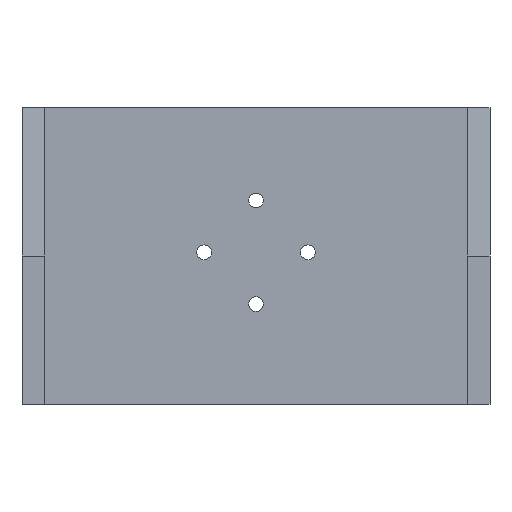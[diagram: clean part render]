
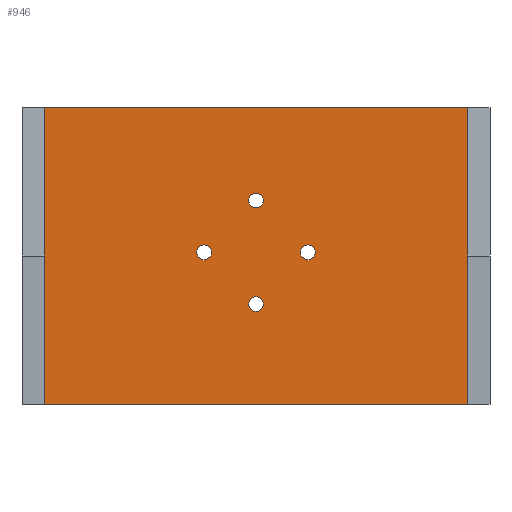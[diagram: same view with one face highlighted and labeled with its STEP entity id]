
A CAD part, front view. The second image highlights one B-rep face of the part: STEP entity #946.
In plain terms, the highlighted planar face has unit normal (0, -1, 0).
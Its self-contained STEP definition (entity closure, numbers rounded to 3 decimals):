
#96 = VERTEX_POINT('',#97);
#97 = CARTESIAN_POINT('',(-28.6,-3.,30.));
#137 = PLANE('',#138);
#138 = AXIS2_PLACEMENT_3D('',#139,#140,#141);
#139 = CARTESIAN_POINT('',(-31.6,0.,30.));
#140 = DIRECTION('',(0.,0.,1.));
#141 = DIRECTION('',(1.,0.,0.));
#170 = PLANE('',#171);
#171 = AXIS2_PLACEMENT_3D('',#172,#173,#174);
#172 = CARTESIAN_POINT('',(500.,-64.63,-10.));
#173 = DIRECTION('',(0.,0.,-1.));
#174 = DIRECTION('',(0.,1.,0.));
#257 = EDGE_CURVE('',#96,#258,#260,.T.);
#258 = VERTEX_POINT('',#259);
#259 = CARTESIAN_POINT('',(28.6,-3.,30.));
#260 = SURFACE_CURVE('',#261,(#265,#272),.PCURVE_S1.);
#261 = LINE('',#262,#263);
#262 = CARTESIAN_POINT('',(-31.6,-3.,30.));
#263 = VECTOR('',#264,1.);
#264 = DIRECTION('',(1.,0.,0.));
#265 = PCURVE('',#137,#266);
#266 = DEFINITIONAL_REPRESENTATION('',(#267),#271);
#267 = LINE('',#268,#269);
#268 = CARTESIAN_POINT('',(0.,-3.));
#269 = VECTOR('',#270,1.);
#270 = DIRECTION('',(1.,0.));
#271 = ( GEOMETRIC_REPRESENTATION_CONTEXT(2) 
PARAMETRIC_REPRESENTATION_CONTEXT() REPRESENTATION_CONTEXT('2D SPACE',''
  ) );
#272 = PCURVE('',#273,#278);
#273 = PLANE('',#274);
#274 = AXIS2_PLACEMENT_3D('',#275,#276,#277);
#275 = CARTESIAN_POINT('',(0.,-3.,0.));
#276 = DIRECTION('',(0.,1.,0.));
#277 = DIRECTION('',(0.,0.,1.));
#278 = DEFINITIONAL_REPRESENTATION('',(#279),#283);
#279 = LINE('',#280,#281);
#280 = CARTESIAN_POINT('',(30.,-31.6));
#281 = VECTOR('',#282,1.);
#282 = DIRECTION('',(0.,1.));
#283 = ( GEOMETRIC_REPRESENTATION_CONTEXT(2) 
PARAMETRIC_REPRESENTATION_CONTEXT() REPRESENTATION_CONTEXT('2D SPACE',''
  ) );
#330 = PLANE('',#331);
#331 = AXIS2_PLACEMENT_3D('',#332,#333,#334);
#332 = CARTESIAN_POINT('',(-28.6,0.,30.));
#333 = DIRECTION('',(1.,0.,0.));
#334 = DIRECTION('',(0.,0.,-1.));
#586 = VERTEX_POINT('',#587);
#587 = CARTESIAN_POINT('',(28.6,-3.,-10.));
#601 = PLANE('',#602);
#602 = AXIS2_PLACEMENT_3D('',#603,#604,#605);
#603 = CARTESIAN_POINT('',(28.6,0.,30.));
#604 = DIRECTION('',(-1.,0.,0.));
#605 = DIRECTION('',(0.,0.,1.));
#613 = EDGE_CURVE('',#586,#614,#616,.T.);
#614 = VERTEX_POINT('',#615);
#615 = CARTESIAN_POINT('',(-28.6,-3.,-10.));
#616 = SURFACE_CURVE('',#617,(#621,#628),.PCURVE_S1.);
#617 = LINE('',#618,#619);
#618 = CARTESIAN_POINT('',(250.,-3.,-10.));
#619 = VECTOR('',#620,1.);
#620 = DIRECTION('',(-1.,0.,0.));
#621 = PCURVE('',#170,#622);
#622 = DEFINITIONAL_REPRESENTATION('',(#623),#627);
#623 = LINE('',#624,#625);
#624 = CARTESIAN_POINT('',(61.63,-250.));
#625 = VECTOR('',#626,1.);
#626 = DIRECTION('',(0.,-1.));
#627 = ( GEOMETRIC_REPRESENTATION_CONTEXT(2) 
PARAMETRIC_REPRESENTATION_CONTEXT() REPRESENTATION_CONTEXT('2D SPACE',''
  ) );
#628 = PCURVE('',#273,#629);
#629 = DEFINITIONAL_REPRESENTATION('',(#630),#634);
#630 = LINE('',#631,#632);
#631 = CARTESIAN_POINT('',(-10.,250.));
#632 = VECTOR('',#633,1.);
#633 = DIRECTION('',(0.,-1.));
#634 = ( GEOMETRIC_REPRESENTATION_CONTEXT(2) 
PARAMETRIC_REPRESENTATION_CONTEXT() REPRESENTATION_CONTEXT('2D SPACE',''
  ) );
#754 = CYLINDRICAL_SURFACE('',#755,1.);
#755 = AXIS2_PLACEMENT_3D('',#756,#757,#758);
#756 = CARTESIAN_POINT('',(-7.,0.,10.5));
#757 = DIRECTION('',(0.,1.,0.));
#758 = DIRECTION('',(1.,0.,0.));
#789 = CYLINDRICAL_SURFACE('',#790,1.);
#790 = AXIS2_PLACEMENT_3D('',#791,#792,#793);
#791 = CARTESIAN_POINT('',(0.,0.,3.5));
#792 = DIRECTION('',(0.,1.,0.));
#793 = DIRECTION('',(1.,0.,0.));
#824 = CYLINDRICAL_SURFACE('',#825,1.);
#825 = AXIS2_PLACEMENT_3D('',#826,#827,#828);
#826 = CARTESIAN_POINT('',(0.,0.,17.5));
#827 = DIRECTION('',(0.,1.,0.));
#828 = DIRECTION('',(1.,0.,0.));
#859 = CYLINDRICAL_SURFACE('',#860,1.);
#860 = AXIS2_PLACEMENT_3D('',#861,#862,#863);
#861 = CARTESIAN_POINT('',(7.,0.,10.5));
#862 = DIRECTION('',(0.,1.,0.));
#863 = DIRECTION('',(1.,0.,0.));
#946 = ADVANCED_FACE('',(#947,#993,#1019,#1045,#1071),#273,.F.);
#947 = FACE_BOUND('',#948,.F.);
#948 = EDGE_LOOP('',(#949,#970,#971,#992));
#949 = ORIENTED_EDGE('',*,*,#950,.F.);
#950 = EDGE_CURVE('',#96,#614,#951,.T.);
#951 = SURFACE_CURVE('',#952,(#956,#963),.PCURVE_S1.);
#952 = LINE('',#953,#954);
#953 = CARTESIAN_POINT('',(-28.6,-3.,15.));
#954 = VECTOR('',#955,1.);
#955 = DIRECTION('',(0.,0.,-1.));
#956 = PCURVE('',#273,#957);
#957 = DEFINITIONAL_REPRESENTATION('',(#958),#962);
#958 = LINE('',#959,#960);
#959 = CARTESIAN_POINT('',(15.,-28.6));
#960 = VECTOR('',#961,1.);
#961 = DIRECTION('',(-1.,0.));
#962 = ( GEOMETRIC_REPRESENTATION_CONTEXT(2) 
PARAMETRIC_REPRESENTATION_CONTEXT() REPRESENTATION_CONTEXT('2D SPACE',''
  ) );
#963 = PCURVE('',#330,#964);
#964 = DEFINITIONAL_REPRESENTATION('',(#965),#969);
#965 = LINE('',#966,#967);
#966 = CARTESIAN_POINT('',(15.,-3.));
#967 = VECTOR('',#968,1.);
#968 = DIRECTION('',(1.,0.));
#969 = ( GEOMETRIC_REPRESENTATION_CONTEXT(2) 
PARAMETRIC_REPRESENTATION_CONTEXT() REPRESENTATION_CONTEXT('2D SPACE',''
  ) );
#970 = ORIENTED_EDGE('',*,*,#257,.T.);
#971 = ORIENTED_EDGE('',*,*,#972,.T.);
#972 = EDGE_CURVE('',#258,#586,#973,.T.);
#973 = SURFACE_CURVE('',#974,(#978,#985),.PCURVE_S1.);
#974 = LINE('',#975,#976);
#975 = CARTESIAN_POINT('',(28.6,-3.,15.));
#976 = VECTOR('',#977,1.);
#977 = DIRECTION('',(0.,0.,-1.));
#978 = PCURVE('',#273,#979);
#979 = DEFINITIONAL_REPRESENTATION('',(#980),#984);
#980 = LINE('',#981,#982);
#981 = CARTESIAN_POINT('',(15.,28.6));
#982 = VECTOR('',#983,1.);
#983 = DIRECTION('',(-1.,0.));
#984 = ( GEOMETRIC_REPRESENTATION_CONTEXT(2) 
PARAMETRIC_REPRESENTATION_CONTEXT() REPRESENTATION_CONTEXT('2D SPACE',''
  ) );
#985 = PCURVE('',#601,#986);
#986 = DEFINITIONAL_REPRESENTATION('',(#987),#991);
#987 = LINE('',#988,#989);
#988 = CARTESIAN_POINT('',(-15.,-3.));
#989 = VECTOR('',#990,1.);
#990 = DIRECTION('',(-1.,0.));
#991 = ( GEOMETRIC_REPRESENTATION_CONTEXT(2) 
PARAMETRIC_REPRESENTATION_CONTEXT() REPRESENTATION_CONTEXT('2D SPACE',''
  ) );
#992 = ORIENTED_EDGE('',*,*,#613,.T.);
#993 = FACE_BOUND('',#994,.F.);
#994 = EDGE_LOOP('',(#995));
#995 = ORIENTED_EDGE('',*,*,#996,.F.);
#996 = EDGE_CURVE('',#997,#997,#999,.T.);
#997 = VERTEX_POINT('',#998);
#998 = CARTESIAN_POINT('',(-6.,-3.,10.5));
#999 = SURFACE_CURVE('',#1000,(#1005,#1012),.PCURVE_S1.);
#1000 = CIRCLE('',#1001,1.);
#1001 = AXIS2_PLACEMENT_3D('',#1002,#1003,#1004);
#1002 = CARTESIAN_POINT('',(-7.,-3.,10.5));
#1003 = DIRECTION('',(-0.,1.,0.));
#1004 = DIRECTION('',(1.,0.,0.));
#1005 = PCURVE('',#273,#1006);
#1006 = DEFINITIONAL_REPRESENTATION('',(#1007),#1011);
#1007 = CIRCLE('',#1008,1.);
#1008 = AXIS2_PLACEMENT_2D('',#1009,#1010);
#1009 = CARTESIAN_POINT('',(10.5,-7.));
#1010 = DIRECTION('',(0.,1.));
#1011 = ( GEOMETRIC_REPRESENTATION_CONTEXT(2) 
PARAMETRIC_REPRESENTATION_CONTEXT() REPRESENTATION_CONTEXT('2D SPACE',''
  ) );
#1012 = PCURVE('',#754,#1013);
#1013 = DEFINITIONAL_REPRESENTATION('',(#1014),#1018);
#1014 = LINE('',#1015,#1016);
#1015 = CARTESIAN_POINT('',(-6.283,-3.));
#1016 = VECTOR('',#1017,1.);
#1017 = DIRECTION('',(1.,-0.));
#1018 = ( GEOMETRIC_REPRESENTATION_CONTEXT(2) 
PARAMETRIC_REPRESENTATION_CONTEXT() REPRESENTATION_CONTEXT('2D SPACE',''
  ) );
#1019 = FACE_BOUND('',#1020,.F.);
#1020 = EDGE_LOOP('',(#1021));
#1021 = ORIENTED_EDGE('',*,*,#1022,.F.);
#1022 = EDGE_CURVE('',#1023,#1023,#1025,.T.);
#1023 = VERTEX_POINT('',#1024);
#1024 = CARTESIAN_POINT('',(1.,-3.,3.5));
#1025 = SURFACE_CURVE('',#1026,(#1031,#1038),.PCURVE_S1.);
#1026 = CIRCLE('',#1027,1.);
#1027 = AXIS2_PLACEMENT_3D('',#1028,#1029,#1030);
#1028 = CARTESIAN_POINT('',(0.,-3.,3.5));
#1029 = DIRECTION('',(-0.,1.,0.));
#1030 = DIRECTION('',(1.,0.,0.));
#1031 = PCURVE('',#273,#1032);
#1032 = DEFINITIONAL_REPRESENTATION('',(#1033),#1037);
#1033 = CIRCLE('',#1034,1.);
#1034 = AXIS2_PLACEMENT_2D('',#1035,#1036);
#1035 = CARTESIAN_POINT('',(3.5,0.));
#1036 = DIRECTION('',(0.,1.));
#1037 = ( GEOMETRIC_REPRESENTATION_CONTEXT(2) 
PARAMETRIC_REPRESENTATION_CONTEXT() REPRESENTATION_CONTEXT('2D SPACE',''
  ) );
#1038 = PCURVE('',#789,#1039);
#1039 = DEFINITIONAL_REPRESENTATION('',(#1040),#1044);
#1040 = LINE('',#1041,#1042);
#1041 = CARTESIAN_POINT('',(-6.283,-3.));
#1042 = VECTOR('',#1043,1.);
#1043 = DIRECTION('',(1.,-0.));
#1044 = ( GEOMETRIC_REPRESENTATION_CONTEXT(2) 
PARAMETRIC_REPRESENTATION_CONTEXT() REPRESENTATION_CONTEXT('2D SPACE',''
  ) );
#1045 = FACE_BOUND('',#1046,.F.);
#1046 = EDGE_LOOP('',(#1047));
#1047 = ORIENTED_EDGE('',*,*,#1048,.F.);
#1048 = EDGE_CURVE('',#1049,#1049,#1051,.T.);
#1049 = VERTEX_POINT('',#1050);
#1050 = CARTESIAN_POINT('',(1.,-3.,17.5));
#1051 = SURFACE_CURVE('',#1052,(#1057,#1064),.PCURVE_S1.);
#1052 = CIRCLE('',#1053,1.);
#1053 = AXIS2_PLACEMENT_3D('',#1054,#1055,#1056);
#1054 = CARTESIAN_POINT('',(0.,-3.,17.5));
#1055 = DIRECTION('',(-0.,1.,0.));
#1056 = DIRECTION('',(1.,0.,0.));
#1057 = PCURVE('',#273,#1058);
#1058 = DEFINITIONAL_REPRESENTATION('',(#1059),#1063);
#1059 = CIRCLE('',#1060,1.);
#1060 = AXIS2_PLACEMENT_2D('',#1061,#1062);
#1061 = CARTESIAN_POINT('',(17.5,0.));
#1062 = DIRECTION('',(0.,1.));
#1063 = ( GEOMETRIC_REPRESENTATION_CONTEXT(2) 
PARAMETRIC_REPRESENTATION_CONTEXT() REPRESENTATION_CONTEXT('2D SPACE',''
  ) );
#1064 = PCURVE('',#824,#1065);
#1065 = DEFINITIONAL_REPRESENTATION('',(#1066),#1070);
#1066 = LINE('',#1067,#1068);
#1067 = CARTESIAN_POINT('',(-6.283,-3.));
#1068 = VECTOR('',#1069,1.);
#1069 = DIRECTION('',(1.,-0.));
#1070 = ( GEOMETRIC_REPRESENTATION_CONTEXT(2) 
PARAMETRIC_REPRESENTATION_CONTEXT() REPRESENTATION_CONTEXT('2D SPACE',''
  ) );
#1071 = FACE_BOUND('',#1072,.F.);
#1072 = EDGE_LOOP('',(#1073));
#1073 = ORIENTED_EDGE('',*,*,#1074,.F.);
#1074 = EDGE_CURVE('',#1075,#1075,#1077,.T.);
#1075 = VERTEX_POINT('',#1076);
#1076 = CARTESIAN_POINT('',(8.,-3.,10.5));
#1077 = SURFACE_CURVE('',#1078,(#1083,#1090),.PCURVE_S1.);
#1078 = CIRCLE('',#1079,1.);
#1079 = AXIS2_PLACEMENT_3D('',#1080,#1081,#1082);
#1080 = CARTESIAN_POINT('',(7.,-3.,10.5));
#1081 = DIRECTION('',(-0.,1.,0.));
#1082 = DIRECTION('',(1.,0.,0.));
#1083 = PCURVE('',#273,#1084);
#1084 = DEFINITIONAL_REPRESENTATION('',(#1085),#1089);
#1085 = CIRCLE('',#1086,1.);
#1086 = AXIS2_PLACEMENT_2D('',#1087,#1088);
#1087 = CARTESIAN_POINT('',(10.5,7.));
#1088 = DIRECTION('',(0.,1.));
#1089 = ( GEOMETRIC_REPRESENTATION_CONTEXT(2) 
PARAMETRIC_REPRESENTATION_CONTEXT() REPRESENTATION_CONTEXT('2D SPACE',''
  ) );
#1090 = PCURVE('',#859,#1091);
#1091 = DEFINITIONAL_REPRESENTATION('',(#1092),#1096);
#1092 = LINE('',#1093,#1094);
#1093 = CARTESIAN_POINT('',(-6.283,-3.));
#1094 = VECTOR('',#1095,1.);
#1095 = DIRECTION('',(1.,-0.));
#1096 = ( GEOMETRIC_REPRESENTATION_CONTEXT(2) 
PARAMETRIC_REPRESENTATION_CONTEXT() REPRESENTATION_CONTEXT('2D SPACE',''
  ) );
